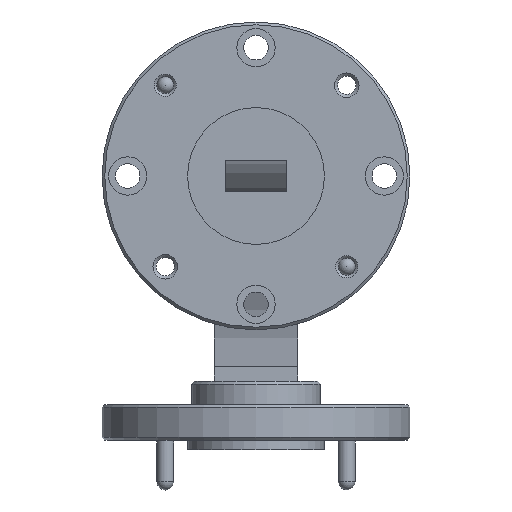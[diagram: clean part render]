
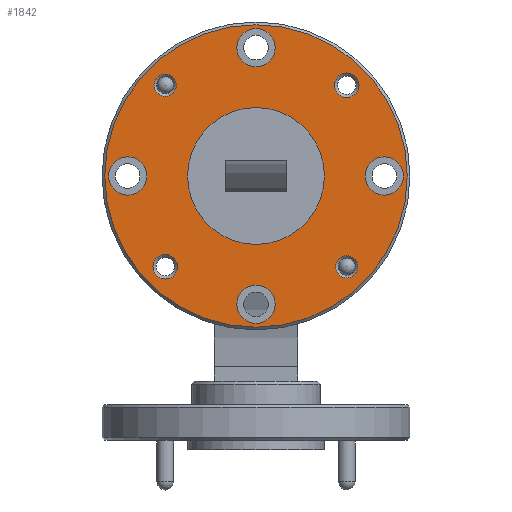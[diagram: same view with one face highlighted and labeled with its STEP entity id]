
A CAD part, front view. The second image highlights one B-rep face of the part: STEP entity #1842.
In plain terms, the highlighted planar face has unit normal (0, -1, 0).
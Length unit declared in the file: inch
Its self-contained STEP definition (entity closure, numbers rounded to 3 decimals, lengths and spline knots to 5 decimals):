
#97=FACE_BOUND('',#429,.T.);
#98=FACE_BOUND('',#430,.T.);
#99=FACE_BOUND('',#431,.T.);
#100=FACE_BOUND('',#432,.T.);
#101=FACE_BOUND('',#433,.T.);
#102=FACE_BOUND('',#434,.T.);
#103=FACE_BOUND('',#435,.T.);
#104=FACE_BOUND('',#436,.T.);
#105=FACE_BOUND('',#437,.T.);
#143=PLANE('',#2100);
#274=FACE_OUTER_BOUND('',#428,.T.);
#428=EDGE_LOOP('',(#1572));
#429=EDGE_LOOP('',(#1573));
#430=EDGE_LOOP('',(#1574));
#431=EDGE_LOOP('',(#1575));
#432=EDGE_LOOP('',(#1576));
#433=EDGE_LOOP('',(#1577));
#434=EDGE_LOOP('',(#1578));
#435=EDGE_LOOP('',(#1579));
#436=EDGE_LOOP('',(#1580));
#437=EDGE_LOOP('',(#1581));
#792=CIRCLE('',#2099,0.5525);
#793=CIRCLE('',#2101,0.25);
#794=CIRCLE('',#2102,0.07);
#795=CIRCLE('',#2103,0.07);
#796=CIRCLE('',#2104,0.07);
#797=CIRCLE('',#2105,0.07);
#798=CIRCLE('',#2106,0.045);
#799=CIRCLE('',#2107,0.045);
#800=CIRCLE('',#2108,0.04);
#801=CIRCLE('',#2109,0.04);
#954=VERTEX_POINT('',#3197);
#955=VERTEX_POINT('',#3201);
#956=VERTEX_POINT('',#3203);
#957=VERTEX_POINT('',#3205);
#958=VERTEX_POINT('',#3207);
#959=VERTEX_POINT('',#3209);
#960=VERTEX_POINT('',#3211);
#961=VERTEX_POINT('',#3213);
#962=VERTEX_POINT('',#3215);
#963=VERTEX_POINT('',#3217);
#1171=EDGE_CURVE('',#954,#954,#792,.T.);
#1172=EDGE_CURVE('',#955,#955,#793,.T.);
#1173=EDGE_CURVE('',#956,#956,#794,.T.);
#1174=EDGE_CURVE('',#957,#957,#795,.T.);
#1175=EDGE_CURVE('',#958,#958,#796,.T.);
#1176=EDGE_CURVE('',#959,#959,#797,.T.);
#1177=EDGE_CURVE('',#960,#960,#798,.T.);
#1178=EDGE_CURVE('',#961,#961,#799,.T.);
#1179=EDGE_CURVE('',#962,#962,#800,.T.);
#1180=EDGE_CURVE('',#963,#963,#801,.T.);
#1572=ORIENTED_EDGE('',*,*,#1171,.F.);
#1573=ORIENTED_EDGE('',*,*,#1172,.T.);
#1574=ORIENTED_EDGE('',*,*,#1173,.T.);
#1575=ORIENTED_EDGE('',*,*,#1174,.T.);
#1576=ORIENTED_EDGE('',*,*,#1175,.T.);
#1577=ORIENTED_EDGE('',*,*,#1176,.T.);
#1578=ORIENTED_EDGE('',*,*,#1177,.T.);
#1579=ORIENTED_EDGE('',*,*,#1178,.T.);
#1580=ORIENTED_EDGE('',*,*,#1179,.T.);
#1581=ORIENTED_EDGE('',*,*,#1180,.T.);
#1842=ADVANCED_FACE('',(#274,#97,#98,#99,#100,#101,#102,#103,#104,#105),
#143,.F.);
#2099=AXIS2_PLACEMENT_3D('',#3199,#2609,#2610);
#2100=AXIS2_PLACEMENT_3D('',#3200,#2611,#2612);
#2101=AXIS2_PLACEMENT_3D('',#3202,#2613,#2614);
#2102=AXIS2_PLACEMENT_3D('',#3204,#2615,#2616);
#2103=AXIS2_PLACEMENT_3D('',#3206,#2617,#2618);
#2104=AXIS2_PLACEMENT_3D('',#3208,#2619,#2620);
#2105=AXIS2_PLACEMENT_3D('',#3210,#2621,#2622);
#2106=AXIS2_PLACEMENT_3D('',#3212,#2623,#2624);
#2107=AXIS2_PLACEMENT_3D('',#3214,#2625,#2626);
#2108=AXIS2_PLACEMENT_3D('',#3216,#2627,#2628);
#2109=AXIS2_PLACEMENT_3D('',#3218,#2629,#2630);
#2609=DIRECTION('center_axis',(0.,1.,0.));
#2610=DIRECTION('ref_axis',(-1.,0.,0.));
#2611=DIRECTION('center_axis',(0.,1.,0.));
#2612=DIRECTION('ref_axis',(-1.,0.,0.));
#2613=DIRECTION('center_axis',(0.,1.,0.));
#2614=DIRECTION('ref_axis',(1.,0.,0.));
#2615=DIRECTION('center_axis',(0.,1.,0.));
#2616=DIRECTION('ref_axis',(0.,0.,-1.));
#2617=DIRECTION('center_axis',(0.,1.,0.));
#2618=DIRECTION('ref_axis',(0.,0.,-1.));
#2619=DIRECTION('center_axis',(0.,1.,0.));
#2620=DIRECTION('ref_axis',(0.,0.,-1.));
#2621=DIRECTION('center_axis',(0.,1.,0.));
#2622=DIRECTION('ref_axis',(0.,0.,-1.));
#2623=DIRECTION('center_axis',(0.,1.,0.));
#2624=DIRECTION('ref_axis',(0.,0.,-1.));
#2625=DIRECTION('center_axis',(0.,1.,0.));
#2626=DIRECTION('ref_axis',(0.,0.,-1.));
#2627=DIRECTION('center_axis',(0.,1.,0.));
#2628=DIRECTION('ref_axis',(0.,0.,-1.));
#2629=DIRECTION('center_axis',(0.,1.,0.));
#2630=DIRECTION('ref_axis',(0.,0.,-1.));
#3197=CARTESIAN_POINT('',(0.5525,0.,0.));
#3199=CARTESIAN_POINT('Origin',(0.,0.,0.));
#3200=CARTESIAN_POINT('Origin',(0.,0.,0.));
#3201=CARTESIAN_POINT('',(-0.25,0.,0.));
#3202=CARTESIAN_POINT('Origin',(0.,0.,0.));
#3203=CARTESIAN_POINT('',(-0.46875,0.,0.07));
#3204=CARTESIAN_POINT('Origin',(-0.46875,0.,0.));
#3205=CARTESIAN_POINT('',(0.46875,0.,0.07));
#3206=CARTESIAN_POINT('Origin',(0.46875,0.,0.));
#3207=CARTESIAN_POINT('',(0.,0.,0.53875));
#3208=CARTESIAN_POINT('Origin',(0.,0.,0.46875));
#3209=CARTESIAN_POINT('',(0.,0.,-0.39875));
#3210=CARTESIAN_POINT('Origin',(0.,0.,-0.46875));
#3211=CARTESIAN_POINT('',(-0.33146,0.,-0.28646));
#3212=CARTESIAN_POINT('Origin',(-0.33146,0.,-0.33146));
#3213=CARTESIAN_POINT('',(0.33146,0.,0.37646));
#3214=CARTESIAN_POINT('Origin',(0.33146,0.,0.33146));
#3215=CARTESIAN_POINT('',(0.33146,0.,-0.29146));
#3216=CARTESIAN_POINT('Origin',(0.33146,0.,-0.33146));
#3217=CARTESIAN_POINT('',(-0.33146,0.,0.37146));
#3218=CARTESIAN_POINT('Origin',(-0.33146,0.,0.33146));
